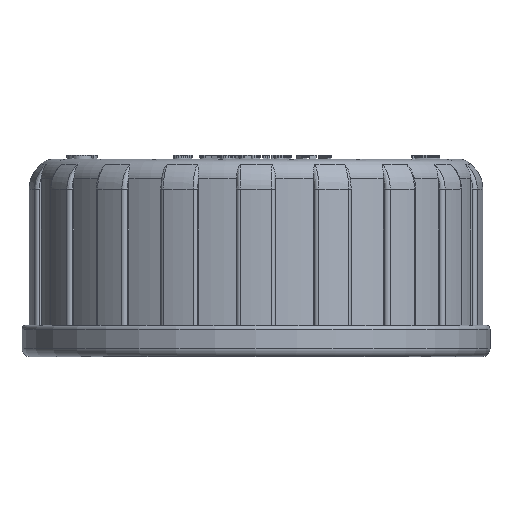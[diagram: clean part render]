
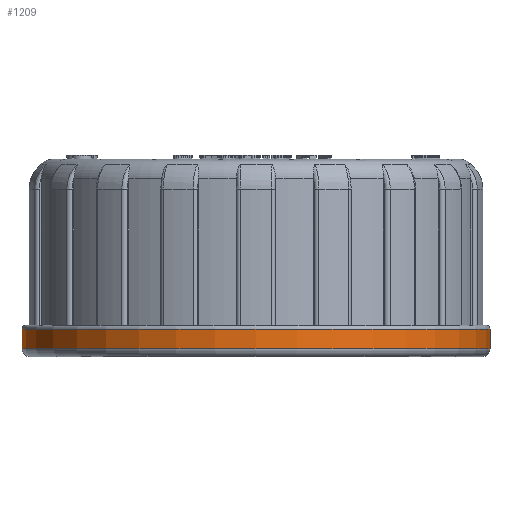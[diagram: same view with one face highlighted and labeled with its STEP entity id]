
A CAD part, front view. The second image highlights one B-rep face of the part: STEP entity #1209.
In plain terms, the highlighted cylindrical face has radius 30 mm (diameter 60 mm), a full revolution.
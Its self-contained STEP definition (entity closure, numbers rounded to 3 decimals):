
#137=CYLINDRICAL_SURFACE('',#18558,30.);
#1209=ADVANCED_FACE('',(#5176,#5177),#137,.T.);
#5000=CIRCLE('',#18556,30.);
#5001=CIRCLE('',#18557,30.);
#5176=FACE_BOUND('',#5259,.T.);
#5177=FACE_BOUND('',#5260,.T.);
#5259=EDGE_LOOP('',(#6938));
#5260=EDGE_LOOP('',(#6939));
#6938=ORIENTED_EDGE('',*,*,#14562,.T.);
#6939=ORIENTED_EDGE('',*,*,#14563,.T.);
#12662=VERTEX_POINT('',#27136);
#12663=VERTEX_POINT('',#27138);
#14562=EDGE_CURVE('',#12662,#12662,#5000,.T.);
#14563=EDGE_CURVE('',#12663,#12663,#5001,.T.);
#18556=AXIS2_PLACEMENT_3D('',#27135,#19798,#19799);
#18557=AXIS2_PLACEMENT_3D('',#27137,#19800,#19801);
#18558=AXIS2_PLACEMENT_3D('',#27139,#19802,#19803);
#19798=DIRECTION('',(0.,0.,-1.));
#19799=DIRECTION('',(-1.,0.,0.));
#19800=DIRECTION('',(0.,0.,1.));
#19801=DIRECTION('',(-1.,0.,0.));
#19802=DIRECTION('',(0.,0.,1.));
#19803=DIRECTION('',(1.,0.,0.));
#27135=CARTESIAN_POINT('',(67.,134.,-0.5));
#27136=CARTESIAN_POINT('',(37.,134.,-0.5));
#27137=CARTESIAN_POINT('',(67.,134.,-3.));
#27138=CARTESIAN_POINT('',(37.,134.,-3.));
#27139=CARTESIAN_POINT('',(67.,134.,-4.));
